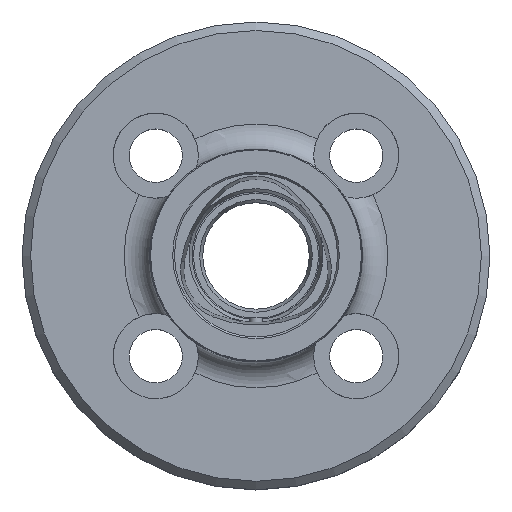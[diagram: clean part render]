
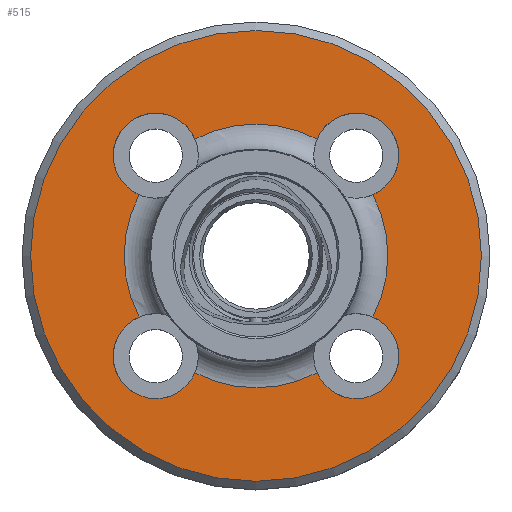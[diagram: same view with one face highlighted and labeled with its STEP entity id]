
A CAD part, top view. The second image highlights one B-rep face of the part: STEP entity #515.
In plain terms, the highlighted planar face has unit normal (0, 0, 1).
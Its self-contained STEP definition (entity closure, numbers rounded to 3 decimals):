
#344=FACE_BOUND('',#779,.T.);
#345=FACE_BOUND('',#780,.T.);
#515=ADVANCED_FACE('',(#344,#345),#630,.T.);
#630=PLANE('',#2229);
#779=EDGE_LOOP('',(#1063,#1064,#1065,#1066,#1067,#1068,#1069,#1070));
#780=EDGE_LOOP('',(#1071));
#1063=ORIENTED_EDGE('',*,*,#1807,.F.);
#1064=ORIENTED_EDGE('',*,*,#1808,.T.);
#1065=ORIENTED_EDGE('',*,*,#1809,.F.);
#1066=ORIENTED_EDGE('',*,*,#1810,.T.);
#1067=ORIENTED_EDGE('',*,*,#1811,.F.);
#1068=ORIENTED_EDGE('',*,*,#1812,.T.);
#1069=ORIENTED_EDGE('',*,*,#1813,.F.);
#1070=ORIENTED_EDGE('',*,*,#1814,.T.);
#1071=ORIENTED_EDGE('',*,*,#1815,.T.);
#1591=VERTEX_POINT('',#3627);
#1592=VERTEX_POINT('',#3628);
#1593=VERTEX_POINT('',#3630);
#1594=VERTEX_POINT('',#3632);
#1595=VERTEX_POINT('',#3634);
#1596=VERTEX_POINT('',#3636);
#1597=VERTEX_POINT('',#3638);
#1598=VERTEX_POINT('',#3640);
#1599=VERTEX_POINT('',#3643);
#1807=EDGE_CURVE('',#1591,#1592,#2034,.T.);
#1808=EDGE_CURVE('',#1591,#1593,#2035,.T.);
#1809=EDGE_CURVE('',#1594,#1593,#2036,.T.);
#1810=EDGE_CURVE('',#1594,#1595,#2037,.T.);
#1811=EDGE_CURVE('',#1596,#1595,#2038,.T.);
#1812=EDGE_CURVE('',#1596,#1597,#2039,.T.);
#1813=EDGE_CURVE('',#1598,#1597,#2040,.T.);
#1814=EDGE_CURVE('',#1598,#1592,#2041,.T.);
#1815=EDGE_CURVE('',#1599,#1599,#2042,.T.);
#2034=CIRCLE('',#2220,10.);
#2035=CIRCLE('',#2221,31.);
#2036=CIRCLE('',#2222,10.);
#2037=CIRCLE('',#2223,31.);
#2038=CIRCLE('',#2224,10.);
#2039=CIRCLE('',#2225,31.);
#2040=CIRCLE('',#2226,10.);
#2041=CIRCLE('',#2227,31.);
#2042=CIRCLE('',#2228,53.);
#2220=AXIS2_PLACEMENT_3D('',#3626,#2603,#2604);
#2221=AXIS2_PLACEMENT_3D('',#3629,#2605,#2606);
#2222=AXIS2_PLACEMENT_3D('',#3631,#2607,#2608);
#2223=AXIS2_PLACEMENT_3D('',#3633,#2609,#2610);
#2224=AXIS2_PLACEMENT_3D('',#3635,#2611,#2612);
#2225=AXIS2_PLACEMENT_3D('',#3637,#2613,#2614);
#2226=AXIS2_PLACEMENT_3D('',#3639,#2615,#2616);
#2227=AXIS2_PLACEMENT_3D('',#3641,#2617,#2618);
#2228=AXIS2_PLACEMENT_3D('',#3642,#2619,#2620);
#2229=AXIS2_PLACEMENT_3D('',#3644,#2621,#2622);
#2603=DIRECTION('',(0.,0.,1.));
#2604=DIRECTION('',(1.,0.,0.));
#2605=DIRECTION('',(0.,0.,-1.));
#2606=DIRECTION('',(1.,0.,0.));
#2607=DIRECTION('',(0.,0.,1.));
#2608=DIRECTION('',(1.,0.,0.));
#2609=DIRECTION('',(0.,0.,-1.));
#2610=DIRECTION('',(1.,0.,0.));
#2611=DIRECTION('',(0.,0.,1.));
#2612=DIRECTION('',(1.,0.,0.));
#2613=DIRECTION('',(0.,0.,-1.));
#2614=DIRECTION('',(1.,0.,0.));
#2615=DIRECTION('',(0.,0.,1.));
#2616=DIRECTION('',(1.,0.,0.));
#2617=DIRECTION('',(0.,0.,-1.));
#2618=DIRECTION('',(1.,0.,0.));
#2619=DIRECTION('',(0.,0.,1.));
#2620=DIRECTION('',(1.,0.,0.));
#2621=DIRECTION('',(0.,0.,1.));
#2622=DIRECTION('',(1.,0.,0.));
#3626=CARTESIAN_POINT('',(-23.582,-23.582,14.));
#3627=CARTESIAN_POINT('',(-27.469,-14.368,14.));
#3628=CARTESIAN_POINT('',(-14.368,-27.469,14.));
#3629=CARTESIAN_POINT('',(0.,0.,14.));
#3630=CARTESIAN_POINT('',(-27.469,14.368,14.));
#3631=CARTESIAN_POINT('',(-23.582,23.582,14.));
#3632=CARTESIAN_POINT('',(-14.368,27.469,14.));
#3633=CARTESIAN_POINT('',(0.,0.,14.));
#3634=CARTESIAN_POINT('',(14.368,27.469,14.));
#3635=CARTESIAN_POINT('',(23.582,23.582,14.));
#3636=CARTESIAN_POINT('',(27.469,14.368,14.));
#3637=CARTESIAN_POINT('',(0.,0.,14.));
#3638=CARTESIAN_POINT('',(27.469,-14.368,14.));
#3639=CARTESIAN_POINT('',(23.582,-23.582,14.));
#3640=CARTESIAN_POINT('',(14.368,-27.469,14.));
#3641=CARTESIAN_POINT('',(0.,0.,14.));
#3642=CARTESIAN_POINT('',(0.,0.,14.));
#3643=CARTESIAN_POINT('',(53.,0.,14.));
#3644=CARTESIAN_POINT('',(0.,0.,14.));
